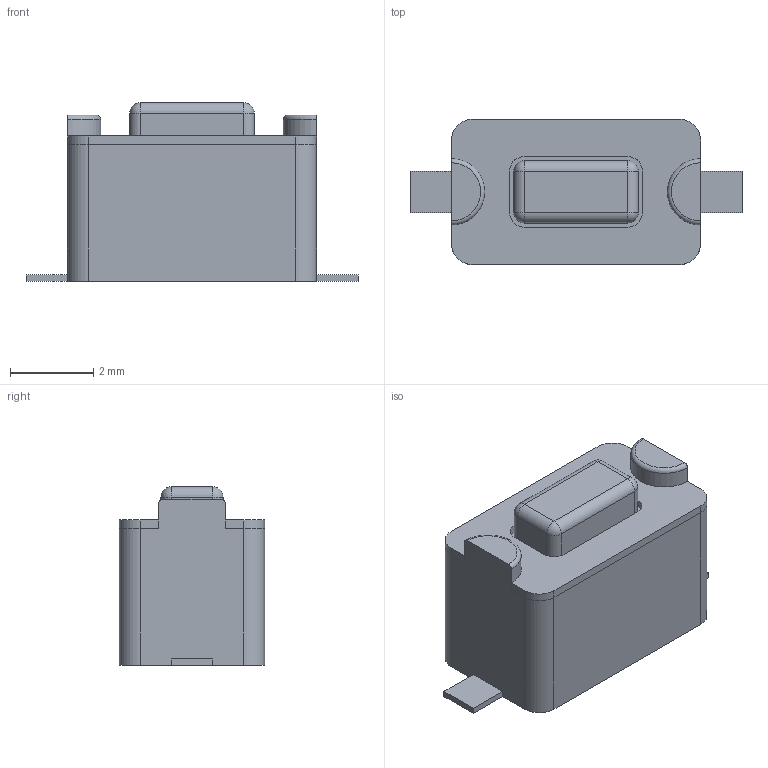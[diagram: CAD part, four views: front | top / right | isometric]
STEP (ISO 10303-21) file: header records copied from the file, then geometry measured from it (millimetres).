
FILE_DESCRIPTION( ( 'Unknown' ), '1' );
FILE_NAME( '4341x10438x6.stp', 'Unknown', ( 'Unknown' ), ( 'Unknown' ), 'PSStep 16.0.42', 'Unknown', ' ' );
FILE_SCHEMA( ( 'AUTOMOTIVE_DESIGN { 1 0 10303 214 1 1 1 1 }' ) );
Length unit declared in the file: millimetre
Products named in the file (5): Assem1; Frame; Cover; pins
Assembly tree (4 placements, depth 2):
  Assem1
    Frame
    Cover
    pins
    pins
Bounding box: 8 x 3.5 x 4.3 mm (x, y, z)
Volume: 76 mm3; surface area: 159.5 mm2
Topology: 4 solids, 4 shells, 80 faces, 202 edges, 128 vertices
Faces by surface type: plane 50, cylinder 24, sphere 4, torus 2
Entity records: 3090 total; most frequent: DIRECTION 422, CARTESIAN_POINT 411, ORIENTED_EDGE 396, EDGE_CURVE 198, LINE 144, VECTOR 144, AXIS2_PLACEMENT_3D 139, VERTEX_POINT 128
